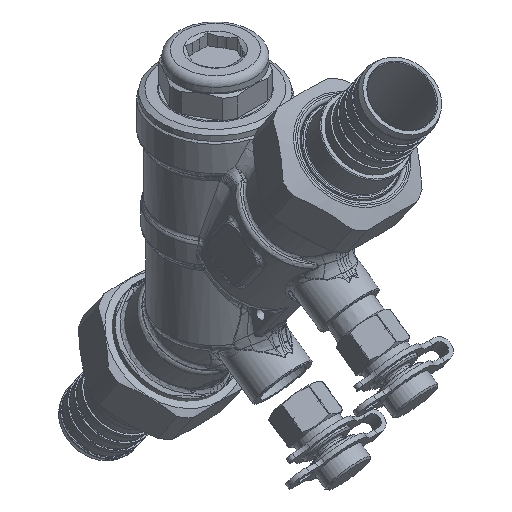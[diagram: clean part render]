
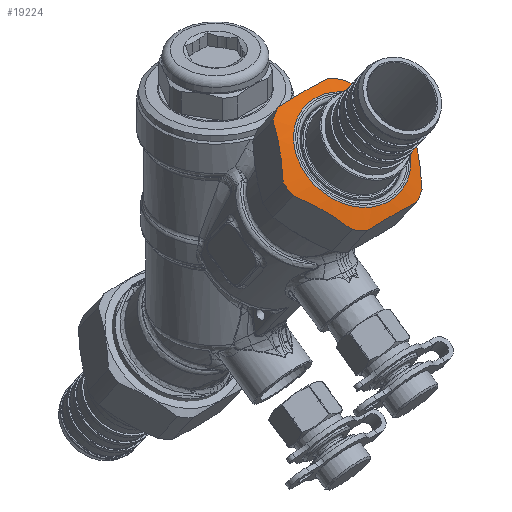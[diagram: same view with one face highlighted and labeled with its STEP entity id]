
A CAD part, isometric view. The second image highlights one B-rep face of the part: STEP entity #19224.
In plain terms, the highlighted conical face has half-angle 60 degrees and reference radius 17.78 mm.
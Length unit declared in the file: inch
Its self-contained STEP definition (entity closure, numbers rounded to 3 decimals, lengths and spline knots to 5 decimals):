
#954=(
BOUNDED_CURVE()
B_SPLINE_CURVE(2,(#140552,#140553,#140554),.UNSPECIFIED.,.F.,.F.)
B_SPLINE_CURVE_WITH_KNOTS((3,3),(0.,1.67512),.UNSPECIFIED.)
CURVE()
GEOMETRIC_REPRESENTATION_ITEM()
RATIONAL_B_SPLINE_CURVE((1.,1.096,1.))
REPRESENTATION_ITEM('')
);
#955=(
BOUNDED_CURVE()
B_SPLINE_CURVE(2,(#140558,#140559,#140560),.UNSPECIFIED.,.F.,.F.)
B_SPLINE_CURVE_WITH_KNOTS((3,3),(0.,1.67512),.UNSPECIFIED.)
CURVE()
GEOMETRIC_REPRESENTATION_ITEM()
RATIONAL_B_SPLINE_CURVE((1.,1.096,1.))
REPRESENTATION_ITEM('')
);
#956=(
BOUNDED_CURVE()
B_SPLINE_CURVE(2,(#140564,#140565,#140566),.UNSPECIFIED.,.F.,.F.)
B_SPLINE_CURVE_WITH_KNOTS((3,3),(0.,1.67512),.UNSPECIFIED.)
CURVE()
GEOMETRIC_REPRESENTATION_ITEM()
RATIONAL_B_SPLINE_CURVE((1.,1.096,1.))
REPRESENTATION_ITEM('')
);
#957=(
BOUNDED_CURVE()
B_SPLINE_CURVE(2,(#140570,#140571,#140572),.UNSPECIFIED.,.F.,.F.)
B_SPLINE_CURVE_WITH_KNOTS((3,3),(0.,1.67512),.UNSPECIFIED.)
CURVE()
GEOMETRIC_REPRESENTATION_ITEM()
RATIONAL_B_SPLINE_CURVE((1.,1.096,1.))
REPRESENTATION_ITEM('')
);
#958=(
BOUNDED_CURVE()
B_SPLINE_CURVE(2,(#140576,#140577,#140578),.UNSPECIFIED.,.F.,.F.)
B_SPLINE_CURVE_WITH_KNOTS((3,3),(0.,1.67512),.UNSPECIFIED.)
CURVE()
GEOMETRIC_REPRESENTATION_ITEM()
RATIONAL_B_SPLINE_CURVE((1.,1.096,1.))
REPRESENTATION_ITEM('')
);
#959=(
BOUNDED_CURVE()
B_SPLINE_CURVE(2,(#140582,#140583,#140584),.UNSPECIFIED.,.F.,.F.)
B_SPLINE_CURVE_WITH_KNOTS((3,3),(0.,1.67512),.UNSPECIFIED.)
CURVE()
GEOMETRIC_REPRESENTATION_ITEM()
RATIONAL_B_SPLINE_CURVE((1.,1.096,1.))
REPRESENTATION_ITEM('')
);
#2337=CONICAL_SURFACE('',#20720,0.7,1.047);
#3710=FACE_OUTER_BOUND('',#4950,.T.);
#4950=EDGE_LOOP('',(#16600,#16601,#16602,#16603,#16604,#16605,#16606,#16607,
#16608,#16609,#16610,#16611,#16612,#16613,#16614,#16615));
#5851=CIRCLE('',#20717,0.60928);
#5853=CIRCLE('',#20721,0.8);
#5854=CIRCLE('',#20722,0.8);
#5855=CIRCLE('',#20723,0.8);
#5856=CIRCLE('',#20724,0.8);
#5857=CIRCLE('',#20725,0.8);
#5858=CIRCLE('',#20726,0.8);
#5859=CIRCLE('',#20727,0.8);
#6261=LINE('',#140548,#6664);
#6664=VECTOR('',#24049,0.7);
#8314=VERTEX_POINT('',#140540);
#8316=VERTEX_POINT('',#140547);
#8317=VERTEX_POINT('',#140549);
#8318=VERTEX_POINT('',#140551);
#8319=VERTEX_POINT('',#140555);
#8320=VERTEX_POINT('',#140557);
#8321=VERTEX_POINT('',#140561);
#8322=VERTEX_POINT('',#140563);
#8323=VERTEX_POINT('',#140567);
#8324=VERTEX_POINT('',#140569);
#8325=VERTEX_POINT('',#140573);
#8326=VERTEX_POINT('',#140575);
#8327=VERTEX_POINT('',#140579);
#8328=VERTEX_POINT('',#140581);
#11081=EDGE_CURVE('',#8314,#8314,#5851,.T.);
#11083=EDGE_CURVE('',#8314,#8316,#6261,.T.);
#11084=EDGE_CURVE('',#8317,#8316,#5853,.T.);
#11085=EDGE_CURVE('',#8318,#8317,#954,.T.);
#11086=EDGE_CURVE('',#8319,#8318,#5854,.T.);
#11087=EDGE_CURVE('',#8320,#8319,#955,.T.);
#11088=EDGE_CURVE('',#8321,#8320,#5855,.T.);
#11089=EDGE_CURVE('',#8322,#8321,#956,.T.);
#11090=EDGE_CURVE('',#8323,#8322,#5856,.T.);
#11091=EDGE_CURVE('',#8324,#8323,#957,.T.);
#11092=EDGE_CURVE('',#8325,#8324,#5857,.T.);
#11093=EDGE_CURVE('',#8326,#8325,#958,.T.);
#11094=EDGE_CURVE('',#8327,#8326,#5858,.T.);
#11095=EDGE_CURVE('',#8328,#8327,#959,.T.);
#11096=EDGE_CURVE('',#8316,#8328,#5859,.T.);
#16600=ORIENTED_EDGE('',*,*,#11081,.F.);
#16601=ORIENTED_EDGE('',*,*,#11083,.T.);
#16602=ORIENTED_EDGE('',*,*,#11084,.F.);
#16603=ORIENTED_EDGE('',*,*,#11085,.F.);
#16604=ORIENTED_EDGE('',*,*,#11086,.F.);
#16605=ORIENTED_EDGE('',*,*,#11087,.F.);
#16606=ORIENTED_EDGE('',*,*,#11088,.F.);
#16607=ORIENTED_EDGE('',*,*,#11089,.F.);
#16608=ORIENTED_EDGE('',*,*,#11090,.F.);
#16609=ORIENTED_EDGE('',*,*,#11091,.F.);
#16610=ORIENTED_EDGE('',*,*,#11092,.F.);
#16611=ORIENTED_EDGE('',*,*,#11093,.F.);
#16612=ORIENTED_EDGE('',*,*,#11094,.F.);
#16613=ORIENTED_EDGE('',*,*,#11095,.F.);
#16614=ORIENTED_EDGE('',*,*,#11096,.F.);
#16615=ORIENTED_EDGE('',*,*,#11083,.F.);
#19224=ADVANCED_FACE('',(#3710),#2337,.T.);
#20717=AXIS2_PLACEMENT_3D('',#140542,#24041,#24042);
#20720=AXIS2_PLACEMENT_3D('',#140546,#24047,#24048);
#20721=AXIS2_PLACEMENT_3D('',#140550,#24050,#24051);
#20722=AXIS2_PLACEMENT_3D('',#140556,#24052,#24053);
#20723=AXIS2_PLACEMENT_3D('',#140562,#24054,#24055);
#20724=AXIS2_PLACEMENT_3D('',#140568,#24056,#24057);
#20725=AXIS2_PLACEMENT_3D('',#140574,#24058,#24059);
#20726=AXIS2_PLACEMENT_3D('',#140580,#24060,#24061);
#20727=AXIS2_PLACEMENT_3D('',#140585,#24062,#24063);
#24041=DIRECTION('center_axis',(0.,-0.574,
0.819));
#24042=DIRECTION('ref_axis',(-1.,0.,0.));
#24047=DIRECTION('center_axis',(0.,0.574,
-0.819));
#24048=DIRECTION('ref_axis',(1.,0.,0.));
#24049=DIRECTION('',(-0.866,0.287,-0.41));
#24050=DIRECTION('center_axis',(0.,0.574,
-0.819));
#24051=DIRECTION('ref_axis',(-1.,0.,0.));
#24052=DIRECTION('center_axis',(0.,0.574,
-0.819));
#24053=DIRECTION('ref_axis',(-1.,0.,0.));
#24054=DIRECTION('center_axis',(0.,0.574,
-0.819));
#24055=DIRECTION('ref_axis',(-1.,0.,0.));
#24056=DIRECTION('center_axis',(0.,0.574,
-0.819));
#24057=DIRECTION('ref_axis',(-1.,0.,0.));
#24058=DIRECTION('center_axis',(0.,0.574,
-0.819));
#24059=DIRECTION('ref_axis',(-1.,0.,0.));
#24060=DIRECTION('center_axis',(0.,0.574,
-0.819));
#24061=DIRECTION('ref_axis',(-1.,0.,0.));
#24062=DIRECTION('center_axis',(0.,0.574,
-0.819));
#24063=DIRECTION('ref_axis',(-1.,0.,0.));
#140540=CARTESIAN_POINT('',(-0.60928,-1.83453,0.22021));
#140542=CARTESIAN_POINT('Origin',(0.,-1.83453,
0.22021));
#140546=CARTESIAN_POINT('Origin',(0.,-1.80449,
0.17731));
#140547=CARTESIAN_POINT('',(-0.8,-1.77137,0.13001));
#140548=CARTESIAN_POINT('',(-0.7,-1.80449,0.17731));
#140549=CARTESIAN_POINT('',(-0.79583,-1.8382,0.08322));
#140550=CARTESIAN_POINT('Origin',(0.,-1.77137,
0.13001));
#140551=CARTESIAN_POINT('',(-0.46857,-2.30252,-0.2419));
#140552=CARTESIAN_POINT('Ctrl Pts',(-0.46857,-2.30252,
-0.2419));
#140553=CARTESIAN_POINT('Ctrl Pts',(-0.6322,-2.1147,
-0.01603));
#140554=CARTESIAN_POINT('Ctrl Pts',(-0.79583,-1.8382,
0.08322));
#140555=CARTESIAN_POINT('',(-0.32726,-2.36935,-0.2887));
#140556=CARTESIAN_POINT('Origin',(0.,-1.77137,
0.13001));
#140557=CARTESIAN_POINT('',(0.32726,-2.36935,-0.2887));
#140558=CARTESIAN_POINT('Ctrl Pts',(0.32726,-2.36935,
-0.2887));
#140559=CARTESIAN_POINT('Ctrl Pts',(0.,-2.41369,
-0.22538));
#140560=CARTESIAN_POINT('Ctrl Pts',(-0.32726,-2.36935,
-0.2887));
#140561=CARTESIAN_POINT('',(0.46857,-2.30252,-0.2419));
#140562=CARTESIAN_POINT('Origin',(0.,-1.77137,
0.13001));
#140563=CARTESIAN_POINT('',(0.79583,-1.8382,0.08322));
#140564=CARTESIAN_POINT('Ctrl Pts',(0.79583,-1.8382,
0.08322));
#140565=CARTESIAN_POINT('Ctrl Pts',(0.6322,-2.1147,
-0.01603));
#140566=CARTESIAN_POINT('Ctrl Pts',(0.46857,-2.30252,
-0.2419));
#140567=CARTESIAN_POINT('',(0.79583,-1.70454,0.17681));
#140568=CARTESIAN_POINT('Origin',(0.,-1.77137,
0.13001));
#140569=CARTESIAN_POINT('',(0.46857,-1.24022,0.50193));
#140570=CARTESIAN_POINT('Ctrl Pts',(0.46857,-1.24022,
0.50193));
#140571=CARTESIAN_POINT('Ctrl Pts',(0.6322,-1.51672,
0.40268));
#140572=CARTESIAN_POINT('Ctrl Pts',(0.79583,-1.70454,
0.17681));
#140573=CARTESIAN_POINT('',(0.32726,-1.17339,0.54872));
#140574=CARTESIAN_POINT('Origin',(0.,-1.77137,
0.13001));
#140575=CARTESIAN_POINT('',(-0.32726,-1.17339,0.54872));
#140576=CARTESIAN_POINT('Ctrl Pts',(-0.32726,-1.17339,
0.54872));
#140577=CARTESIAN_POINT('Ctrl Pts',(0.,-1.21772,
0.61204));
#140578=CARTESIAN_POINT('Ctrl Pts',(0.32726,-1.17339,
0.54872));
#140579=CARTESIAN_POINT('',(-0.46857,-1.24022,0.50193));
#140580=CARTESIAN_POINT('Origin',(0.,-1.77137,
0.13001));
#140581=CARTESIAN_POINT('',(-0.79583,-1.70454,0.17681));
#140582=CARTESIAN_POINT('Ctrl Pts',(-0.79583,-1.70454,
0.17681));
#140583=CARTESIAN_POINT('Ctrl Pts',(-0.6322,-1.51672,
0.40268));
#140584=CARTESIAN_POINT('Ctrl Pts',(-0.46857,-1.24022,
0.50193));
#140585=CARTESIAN_POINT('Origin',(0.,-1.77137,
0.13001));
